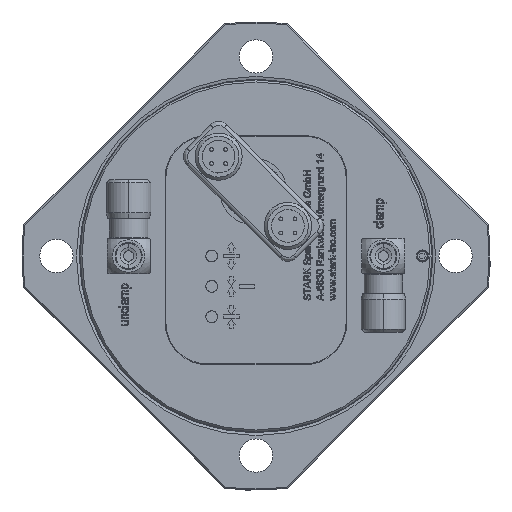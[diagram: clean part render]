
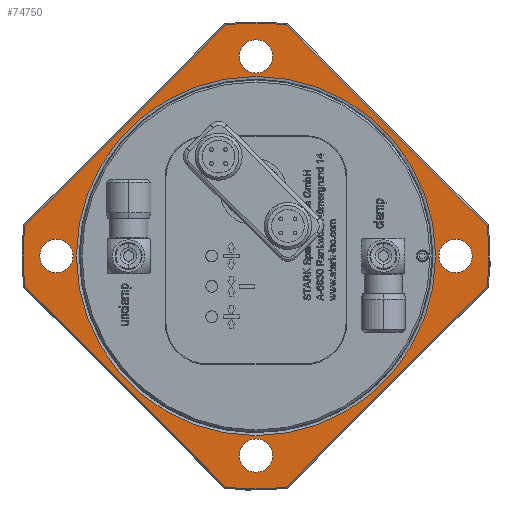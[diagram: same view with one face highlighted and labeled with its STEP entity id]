
A CAD part, front view. The second image highlights one B-rep face of the part: STEP entity #74750.
In plain terms, the highlighted planar face has unit normal (0, -1, 0).
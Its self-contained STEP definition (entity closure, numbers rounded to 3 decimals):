
#3104 = AXIS2_PLACEMENT_3D ( 'NONE', #105193, #29737, #77392 ) ;
#4987 = LINE ( 'NONE', #161296, #33351 ) ;
#5098 = EDGE_CURVE ( 'NONE', #185010, #63542, #62263, .T. ) ;
#6526 = CARTESIAN_POINT ( 'NONE',  ( 0., -3.5, -50.912 ) ) ;
#13697 = EDGE_CURVE ( 'NONE', #162993, #105616, #163877, .T. ) ;
#13765 = VERTEX_POINT ( 'NONE', #123935 ) ;
#15132 = DIRECTION ( 'NONE',  ( 0., 0., 1. ) ) ;
#15246 = ORIENTED_EDGE ( 'NONE', *, *, #13697, .T. ) ;
#16589 = CARTESIAN_POINT ( 'NONE',  ( -7.817, -3.5, -58.934 ) ) ;
#18171 = AXIS2_PLACEMENT_3D ( 'NONE', #154832, #139695, #140976 ) ;
#18485 = CARTESIAN_POINT ( 'NONE',  ( 0., -3.5, 0. ) ) ;
#21583 = LINE ( 'NONE', #179997, #52365 ) ;
#22037 = VECTOR ( 'NONE', #145348, 1000. ) ;
#24330 = VERTEX_POINT ( 'NONE', #188997 ) ;
#25065 = DIRECTION ( 'NONE',  ( 0., -1., 0. ) ) ;
#26094 = DIRECTION ( 'NONE',  ( 0., -1., 0. ) ) ;
#27340 = ORIENTED_EDGE ( 'NONE', *, *, #113141, .T. ) ;
#29737 = DIRECTION ( 'NONE',  ( 0., -1., 0. ) ) ;
#29963 = FACE_BOUND ( 'NONE', #179648, .T. ) ;
#31736 = CARTESIAN_POINT ( 'NONE',  ( -32.385, -3.5, 32.385 ) ) ;
#33351 = VECTOR ( 'NONE', #177115, 1000. ) ;
#33621 = CARTESIAN_POINT ( 'NONE',  ( -50.912, -3.5, 0. ) ) ;
#36558 = CARTESIAN_POINT ( 'NONE',  ( 58.934, -3.5, 7.817 ) ) ;
#39860 = CARTESIAN_POINT ( 'NONE',  ( 50.912, -3.5, 4.25 ) ) ;
#42183 = CARTESIAN_POINT ( 'NONE',  ( 7.817, -3.5, -58.934 ) ) ;
#43727 = CIRCLE ( 'NONE', #3104, 59.45 ) ;
#44215 = FACE_BOUND ( 'NONE', #57025, .T. ) ;
#48239 = DIRECTION ( 'NONE',  ( 0., 1., 0. ) ) ;
#48314 = ORIENTED_EDGE ( 'NONE', *, *, #145268, .T. ) ;
#48327 = ORIENTED_EDGE ( 'NONE', *, *, #195551, .T. ) ;
#48962 = FACE_OUTER_BOUND ( 'NONE', #95565, .T. ) ;
#52365 = VECTOR ( 'NONE', #89534, 1000. ) ;
#55857 = ORIENTED_EDGE ( 'NONE', *, *, #189011, .T. ) ;
#55891 = DIRECTION ( 'NONE',  ( 0., 0., 1. ) ) ;
#57025 = EDGE_LOOP ( 'NONE', ( #138960 ) ) ;
#57522 = CARTESIAN_POINT ( 'NONE',  ( 0., -3.5, 0. ) ) ;
#58787 = AXIS2_PLACEMENT_3D ( 'NONE', #33621, #138150, #76675 ) ;
#60133 = AXIS2_PLACEMENT_3D ( 'NONE', #31736, #62195, #93272 ) ;
#62195 = DIRECTION ( 'NONE',  ( 0., -1., 0. ) ) ;
#62263 = LINE ( 'NONE', #114991, #22037 ) ;
#63542 = VERTEX_POINT ( 'NONE', #143511 ) ;
#65796 = VERTEX_POINT ( 'NONE', #111395 ) ;
#67341 = DIRECTION ( 'NONE',  ( 0., 0., 1. ) ) ;
#70269 = FACE_BOUND ( 'NONE', #74148, .T. ) ;
#71208 = AXIS2_PLACEMENT_3D ( 'NONE', #18485, #48239, #78073 ) ;
#71773 = CARTESIAN_POINT ( 'NONE',  ( 58.934, -3.5, -7.817 ) ) ;
#72732 = DIRECTION ( 'NONE',  ( 0., 0., 1. ) ) ;
#73091 = ORIENTED_EDGE ( 'NONE', *, *, #82417, .T. ) ;
#74148 = EDGE_LOOP ( 'NONE', ( #122449 ) ) ;
#74750 = ADVANCED_FACE ( 'NONE', ( #44215, #70269, #110520, #29963, #186072, #48962 ), #91322, .T. ) ;
#76675 = DIRECTION ( 'NONE',  ( 0., 0., 1. ) ) ;
#77392 = DIRECTION ( 'NONE',  ( 0., 0., 1. ) ) ;
#78073 = DIRECTION ( 'NONE',  ( 0., 0., -1. ) ) ;
#81835 = EDGE_CURVE ( 'NONE', #94218, #94218, #127542, .T. ) ;
#82417 = EDGE_CURVE ( 'NONE', #13765, #13765, #148948, .T. ) ;
#83837 = DIRECTION ( 'NONE',  ( 0., 1., 0. ) ) ;
#89534 = DIRECTION ( 'NONE',  ( 0.707, 0., -0.707 ) ) ;
#90785 = EDGE_CURVE ( 'NONE', #65796, #65796, #155255, .T. ) ;
#91322 = PLANE ( 'NONE',  #60133 ) ;
#93272 = DIRECTION ( 'NONE',  ( 0., 0., -1. ) ) ;
#93306 = CIRCLE ( 'NONE', #149892, 4.25 ) ;
#93524 = CARTESIAN_POINT ( 'NONE',  ( 0., -3.5, 55.162 ) ) ;
#94218 = VERTEX_POINT ( 'NONE', #93524 ) ;
#95565 = EDGE_LOOP ( 'NONE', ( #144010, #27340, #130419, #48327, #48314, #136606, #194571, #15246 ) ) ;
#96415 = CIRCLE ( 'NONE', #120358, 4.25 ) ;
#98800 = VERTEX_POINT ( 'NONE', #110739 ) ;
#105134 = CARTESIAN_POINT ( 'NONE',  ( 0., -3.5, 0. ) ) ;
#105193 = CARTESIAN_POINT ( 'NONE',  ( 0., -3.5, 0. ) ) ;
#105616 = VERTEX_POINT ( 'NONE', #42183 ) ;
#107317 = EDGE_CURVE ( 'NONE', #98800, #98800, #93306, .T. ) ;
#108810 = CARTESIAN_POINT ( 'NONE',  ( 50.912, -3.5, 0. ) ) ;
#108897 = EDGE_CURVE ( 'NONE', #193922, #162993, #21583, .T. ) ;
#110520 = FACE_BOUND ( 'NONE', #142381, .T. ) ;
#110739 = CARTESIAN_POINT ( 'NONE',  ( 0., -3.5, -46.662 ) ) ;
#111395 = CARTESIAN_POINT ( 'NONE',  ( 0., -3.5, -45.8 ) ) ;
#113141 = EDGE_CURVE ( 'NONE', #190667, #185010, #139846, .T. ) ;
#113785 = CARTESIAN_POINT ( 'NONE',  ( -58.934, -3.5, -7.817 ) ) ;
#114991 = CARTESIAN_POINT ( 'NONE',  ( 58.934, -3.5, 7.817 ) ) ;
#116360 = AXIS2_PLACEMENT_3D ( 'NONE', #145165, #26094, #55891 ) ;
#116904 = DIRECTION ( 'NONE',  ( 0.707, 0., 0.707 ) ) ;
#120358 = AXIS2_PLACEMENT_3D ( 'NONE', #108810, #123319, #152371 ) ;
#122449 = ORIENTED_EDGE ( 'NONE', *, *, #81835, .T. ) ;
#123319 = DIRECTION ( 'NONE',  ( 0., 1., 0. ) ) ;
#123935 = CARTESIAN_POINT ( 'NONE',  ( -50.912, -3.5, 4.25 ) ) ;
#127542 = CIRCLE ( 'NONE', #18171, 4.25 ) ;
#127903 = EDGE_CURVE ( 'NONE', #168142, #193922, #43727, .T. ) ;
#127981 = CARTESIAN_POINT ( 'NONE',  ( -58.934, -3.5, 7.817 ) ) ;
#130419 = ORIENTED_EDGE ( 'NONE', *, *, #5098, .T. ) ;
#130831 = CARTESIAN_POINT ( 'NONE',  ( 7.817, -3.5, -58.934 ) ) ;
#133751 = ORIENTED_EDGE ( 'NONE', *, *, #107317, .T. ) ;
#136606 = ORIENTED_EDGE ( 'NONE', *, *, #127903, .T. ) ;
#138150 = DIRECTION ( 'NONE',  ( 0., 1., 0. ) ) ;
#138960 = ORIENTED_EDGE ( 'NONE', *, *, #90785, .T. ) ;
#139695 = DIRECTION ( 'NONE',  ( 0., 1., 0. ) ) ;
#139846 = CIRCLE ( 'NONE', #116360, 59.45 ) ;
#140976 = DIRECTION ( 'NONE',  ( 0., 0., 1. ) ) ;
#141651 = CIRCLE ( 'NONE', #146397, 59.45 ) ;
#142381 = EDGE_LOOP ( 'NONE', ( #55857 ) ) ;
#143511 = CARTESIAN_POINT ( 'NONE',  ( 7.817, -3.5, 58.934 ) ) ;
#144010 = ORIENTED_EDGE ( 'NONE', *, *, #172702, .T. ) ;
#145165 = CARTESIAN_POINT ( 'NONE',  ( 0., -3.5, 0. ) ) ;
#145268 = EDGE_CURVE ( 'NONE', #24330, #168142, #4987, .T. ) ;
#145348 = DIRECTION ( 'NONE',  ( -0.707, 0., 0.707 ) ) ;
#145827 = LINE ( 'NONE', #130831, #159990 ) ;
#146397 = AXIS2_PLACEMENT_3D ( 'NONE', #57522, #25065, #72732 ) ;
#148948 = CIRCLE ( 'NONE', #58787, 4.25 ) ;
#149892 = AXIS2_PLACEMENT_3D ( 'NONE', #6526, #83837, #67341 ) ;
#151386 = DIRECTION ( 'NONE',  ( 0., -1., 0. ) ) ;
#152256 = AXIS2_PLACEMENT_3D ( 'NONE', #105134, #151386, #15132 ) ;
#152371 = DIRECTION ( 'NONE',  ( 0., 0., 1. ) ) ;
#154832 = CARTESIAN_POINT ( 'NONE',  ( 0., -3.5, 50.912 ) ) ;
#155255 = CIRCLE ( 'NONE', #71208, 45.8 ) ;
#159990 = VECTOR ( 'NONE', #116904, 1000. ) ;
#161296 = CARTESIAN_POINT ( 'NONE',  ( -7.817, -3.5, 58.934 ) ) ;
#162993 = VERTEX_POINT ( 'NONE', #16589 ) ;
#163877 = CIRCLE ( 'NONE', #152256, 59.45 ) ;
#167150 = VERTEX_POINT ( 'NONE', #39860 ) ;
#168142 = VERTEX_POINT ( 'NONE', #127981 ) ;
#172702 = EDGE_CURVE ( 'NONE', #105616, #190667, #145827, .T. ) ;
#177115 = DIRECTION ( 'NONE',  ( -0.707, 0., -0.707 ) ) ;
#179648 = EDGE_LOOP ( 'NONE', ( #133751 ) ) ;
#179997 = CARTESIAN_POINT ( 'NONE',  ( -58.934, -3.5, -7.817 ) ) ;
#185010 = VERTEX_POINT ( 'NONE', #36558 ) ;
#186072 = FACE_BOUND ( 'NONE', #186886, .T. ) ;
#186886 = EDGE_LOOP ( 'NONE', ( #73091 ) ) ;
#188997 = CARTESIAN_POINT ( 'NONE',  ( -7.817, -3.5, 58.934 ) ) ;
#189011 = EDGE_CURVE ( 'NONE', #167150, #167150, #96415, .T. ) ;
#190667 = VERTEX_POINT ( 'NONE', #71773 ) ;
#193922 = VERTEX_POINT ( 'NONE', #113785 ) ;
#194571 = ORIENTED_EDGE ( 'NONE', *, *, #108897, .T. ) ;
#195551 = EDGE_CURVE ( 'NONE', #63542, #24330, #141651, .T. ) ;
